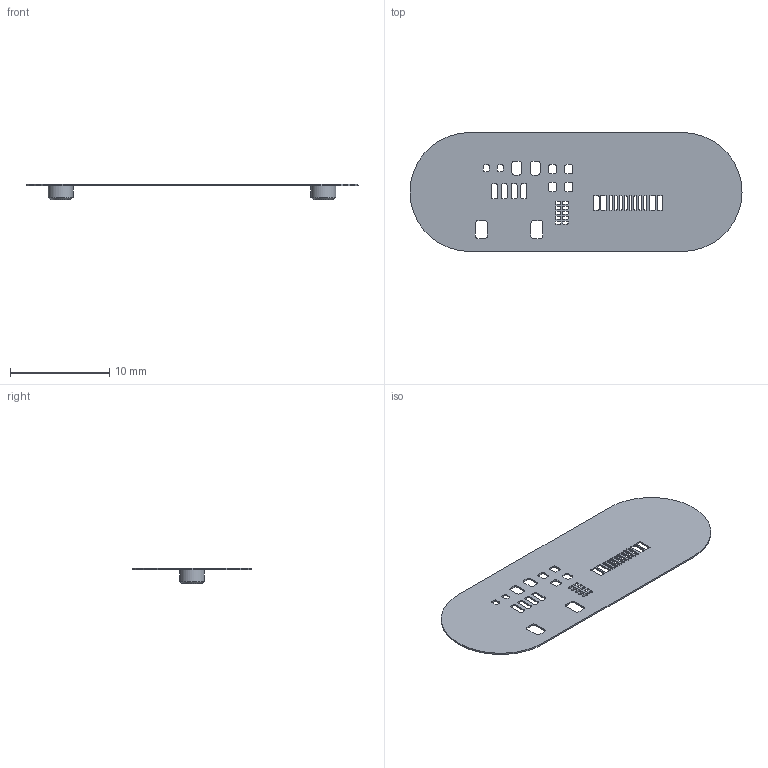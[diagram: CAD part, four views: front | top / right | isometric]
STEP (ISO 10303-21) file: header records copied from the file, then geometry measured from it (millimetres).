
FILE_DESCRIPTION(/* description */ (''),/* implementation_level */ '2;1');
FILE_NAME(/* name */ 'muon-a2-stencil.step',/* time_stamp */ '2025-12-29T00:47:49+09:00',/* author */ (''),/* organization */ (''),/* preprocessor_version */ 'ST-DEVELOPER v20.1',/* originating_system */ 'Autodesk Translation Framework v14.21.0.0',/* authorisation */ '');
FILE_SCHEMA (('AUTOMOTIVE_DESIGN { 1 0 10303 214 3 1 1 }'));
Length unit declared in the file: millimetre
Products named in the file (1): muon-a2-stencil
Bounding box: 33.5 x 12 x 1.6 mm (x, y, z)
Volume: 69.5 mm3; surface area: 748 mm2
Topology: 1 solids, 1 shells, 732 faces, 2182 edges, 1454 vertices
Faces by surface type: plane 726, cylinder 4, cone 2
Full cylindrical faces by diameter (mm): 2.5 x2
Entity records: 24237 total; most frequent: CARTESIAN_POINT 4369, ORIENTED_EDGE 4364, DIRECTION 3658, EDGE_CURVE 2182, LINE 2172, VECTOR 2172, VERTEX_POINT 1454, EDGE_LOOP 806
